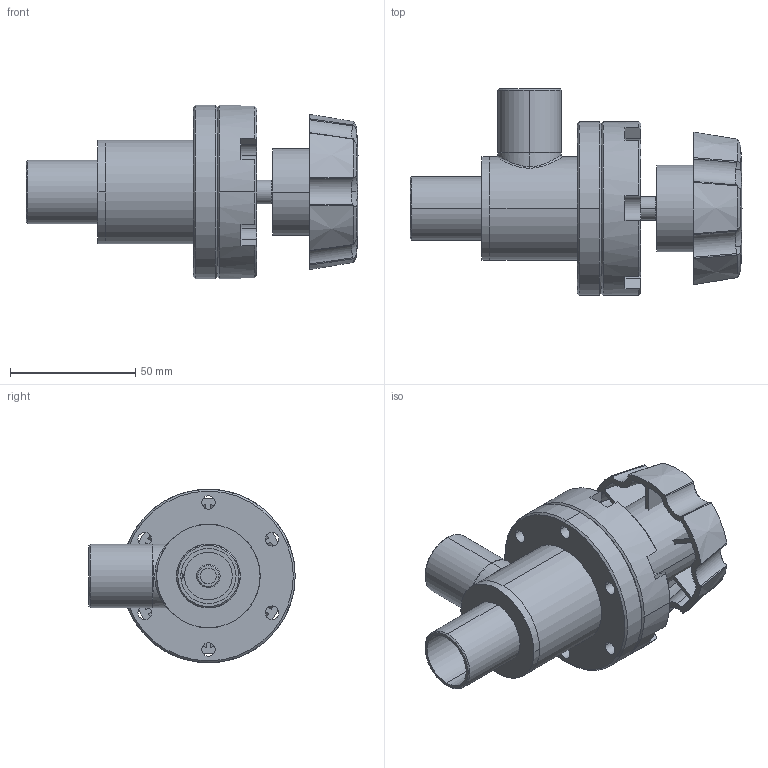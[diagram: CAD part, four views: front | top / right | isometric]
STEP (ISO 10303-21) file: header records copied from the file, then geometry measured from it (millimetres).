
FILE_DESCRIPTION (( 'STEP AP214' ), '1' );
FILE_NAME ('MA-100-H_MANUAL_ANGLE_VALVE.STEP', '2020-05-15T08:26:47', ( 'admin' ), ( 'Microsoft' ), 'SwSTEP 2.0', 'SolidWorks 2016', '' );
FILE_SCHEMA (( 'AUTOMOTIVE_DESIGN' ));
Length unit declared in the file: inch
Products named in the file (1): MA-100-H_MANUAL_ANGLE_VALVE
Bounding box: 132.6 x 82.42 x 69.34 mm (x, y, z)
Volume: 129101.1 mm3; surface area: 71367.9 mm2
Topology: 10 solids, 10 shells, 311 faces, 806 edges, 530 vertices
Faces by surface type: cylinder 125, plane 91, cone 76, bspline 18, sphere 1
Entity records: 12110 total; most frequent: CARTESIAN_POINT 4478, ORIENTED_EDGE 1612, DIRECTION 1490, EDGE_CURVE 806, AXIS2_PLACEMENT_3D 603, VERTEX_POINT 530, EDGE_LOOP 368, ADVANCED_FACE 311
